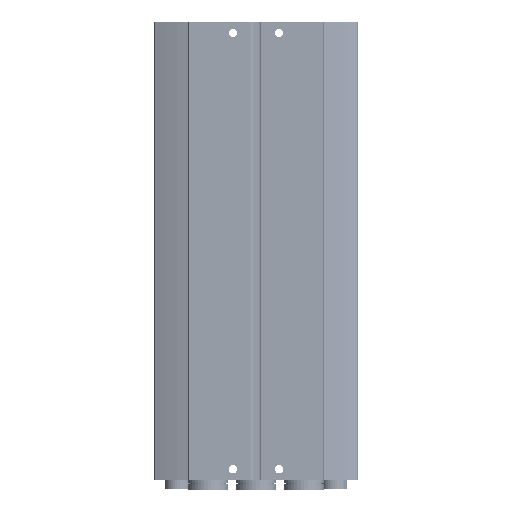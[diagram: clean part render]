
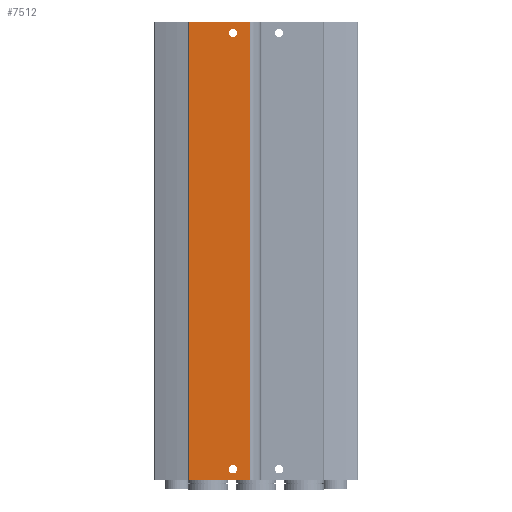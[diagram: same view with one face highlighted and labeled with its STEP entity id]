
A CAD part, front view. The second image highlights one B-rep face of the part: STEP entity #7512.
In plain terms, the highlighted planar face has unit normal (0, -1, 0).
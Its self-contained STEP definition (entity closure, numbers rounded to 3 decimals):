
#379=PLANE('',#8099);
#631=CIRCLE('',#8100,2.25);
#632=CIRCLE('',#8101,2.25);
#1216=ORIENTED_EDGE('',*,*,#3086,.F.);
#1217=ORIENTED_EDGE('',*,*,#3087,.F.);
#1218=ORIENTED_EDGE('',*,*,#3088,.F.);
#1219=ORIENTED_EDGE('',*,*,#3085,.F.);
#1220=ORIENTED_EDGE('',*,*,#3089,.T.);
#1221=ORIENTED_EDGE('',*,*,#3090,.T.);
#3085=EDGE_CURVE('',#4017,#4016,#4690,.T.);
#3086=EDGE_CURVE('',#4018,#4018,#631,.T.);
#3087=EDGE_CURVE('',#4019,#4019,#632,.T.);
#3088=EDGE_CURVE('',#4016,#4020,#4691,.T.);
#3089=EDGE_CURVE('',#4017,#4021,#4692,.T.);
#3090=EDGE_CURVE('',#4021,#4020,#4693,.T.);
#4016=VERTEX_POINT('',#12234);
#4017=VERTEX_POINT('',#12236);
#4018=VERTEX_POINT('',#12240);
#4019=VERTEX_POINT('',#12242);
#4020=VERTEX_POINT('',#12244);
#4021=VERTEX_POINT('',#12246);
#4690=LINE('',#12237,#5151);
#4691=LINE('',#12243,#5152);
#4692=LINE('',#12245,#5153);
#4693=LINE('',#12247,#5154);
#5151=VECTOR('',#9143,1000.);
#5152=VECTOR('',#9150,1000.);
#5153=VECTOR('',#9151,1000.);
#5154=VECTOR('',#9152,1000.);
#5628=EDGE_LOOP('',(#1216));
#5629=EDGE_LOOP('',(#1217));
#5630=EDGE_LOOP('',(#1218,#1219,#1220,#1221));
#6505=FACE_BOUND('',#5628,.T.);
#6506=FACE_BOUND('',#5629,.T.);
#6507=FACE_BOUND('',#5630,.T.);
#7512=ADVANCED_FACE('',(#6505,#6506,#6507),#379,.T.);
#8099=AXIS2_PLACEMENT_3D('',#12238,#9144,#9145);
#8100=AXIS2_PLACEMENT_3D('',#12239,#9146,#9147);
#8101=AXIS2_PLACEMENT_3D('',#12241,#9148,#9149);
#9143=DIRECTION('',(0.,0.,1.));
#9144=DIRECTION('',(0.,-1.,0.));
#9145=DIRECTION('',(0.,0.,-1.));
#9146=DIRECTION('',(0.,-1.,0.));
#9147=DIRECTION('',(0.,0.,-1.));
#9148=DIRECTION('',(0.,-1.,0.));
#9149=DIRECTION('',(0.,0.,-1.));
#9150=DIRECTION('',(1.,0.,0.));
#9151=DIRECTION('',(1.,0.,0.));
#9152=DIRECTION('',(0.,0.,1.));
#12234=CARTESIAN_POINT('',(-36.,0.,0.));
#12236=CARTESIAN_POINT('',(-36.,0.,-248.));
#12237=CARTESIAN_POINT('',(-36.,0.,-248.));
#12238=CARTESIAN_POINT('',(-36.,0.,-248.));
#12239=CARTESIAN_POINT('',(-12.5,0.,-242.));
#12240=CARTESIAN_POINT('',(-12.5,0.,-244.25));
#12241=CARTESIAN_POINT('',(-12.5,0.,-6.));
#12242=CARTESIAN_POINT('',(-12.5,0.,-8.25));
#12243=CARTESIAN_POINT('',(-36.,0.,0.));
#12244=CARTESIAN_POINT('',(-3.,0.,0.));
#12245=CARTESIAN_POINT('',(-36.,0.,-248.));
#12246=CARTESIAN_POINT('',(-3.,0.,-248.));
#12247=CARTESIAN_POINT('',(-3.,0.,-248.));
